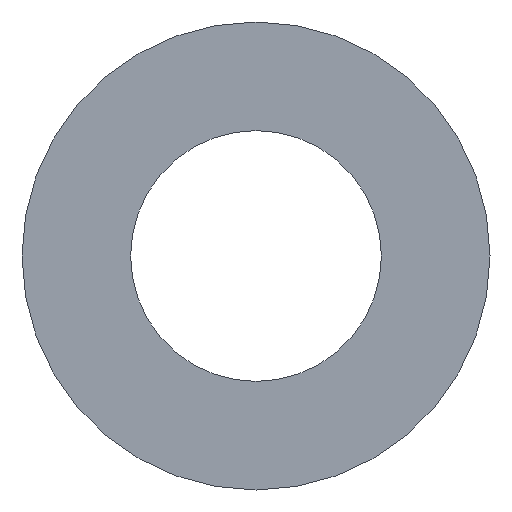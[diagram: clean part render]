
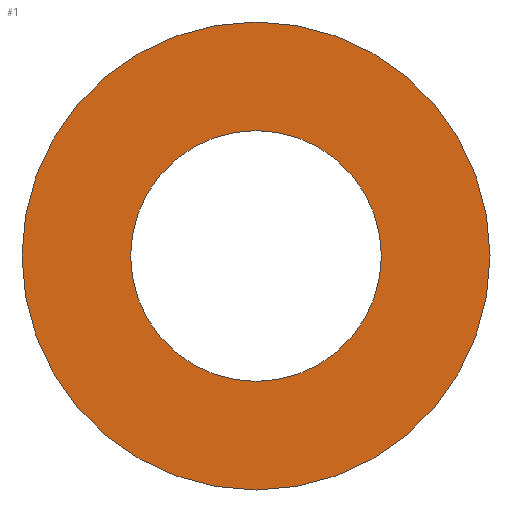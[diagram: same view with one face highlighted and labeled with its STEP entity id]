
A CAD part, front view. The second image highlights one B-rep face of the part: STEP entity #1.
In plain terms, the highlighted planar face has unit normal (0, -1, 0).
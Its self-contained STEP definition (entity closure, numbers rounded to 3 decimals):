
#1 = ADVANCED_FACE ( 'NONE', ( #171, #94 ), #78, .F. ) ;
#3 = AXIS2_PLACEMENT_3D ( 'NONE', #215, #116, #130 ) ;
#4 = CARTESIAN_POINT ( 'NONE',  ( 0., 0., 107.75 ) ) ;
#29 = AXIS2_PLACEMENT_3D ( 'NONE', #211, #248, #249 ) ;
#33 = AXIS2_PLACEMENT_3D ( 'NONE', #48, #158, #201 ) ;
#39 = VERTEX_POINT ( 'NONE', #92 ) ;
#46 = EDGE_CURVE ( 'NONE', #56, #39, #226, .T. ) ;
#47 = CIRCLE ( 'NONE', #33, 57.75 ) ;
#48 = CARTESIAN_POINT ( 'NONE',  ( 0., 0., 0. ) ) ;
#56 = VERTEX_POINT ( 'NONE', #4 ) ;
#67 = EDGE_CURVE ( 'NONE', #39, #56, #203, .T. ) ;
#75 = ORIENTED_EDGE ( 'NONE', *, *, #169, .T. ) ;
#76 = DIRECTION ( 'NONE',  ( 0., 0., 1. ) ) ;
#78 = PLANE ( 'NONE',  #29 ) ;
#79 = CARTESIAN_POINT ( 'NONE',  ( 0., 0., 0. ) ) ;
#88 = VERTEX_POINT ( 'NONE', #234 ) ;
#92 = CARTESIAN_POINT ( 'NONE',  ( 0., 0., -107.75 ) ) ;
#94 = FACE_BOUND ( 'NONE', #193, .T. ) ;
#101 = EDGE_CURVE ( 'NONE', #247, #88, #179, .T. ) ;
#112 = EDGE_LOOP ( 'NONE', ( #125, #166 ) ) ;
#116 = DIRECTION ( 'NONE',  ( 0., 1., 0. ) ) ;
#125 = ORIENTED_EDGE ( 'NONE', *, *, #67, .F. ) ;
#129 = CARTESIAN_POINT ( 'NONE',  ( 0., 0., 0. ) ) ;
#130 = DIRECTION ( 'NONE',  ( 0., 0., 1. ) ) ;
#146 = AXIS2_PLACEMENT_3D ( 'NONE', #79, #153, #76 ) ;
#153 = DIRECTION ( 'NONE',  ( 0., 1., 0. ) ) ;
#158 = DIRECTION ( 'NONE',  ( 0., 1., 0. ) ) ;
#160 = CARTESIAN_POINT ( 'NONE',  ( 0., 0., 57.75 ) ) ;
#166 = ORIENTED_EDGE ( 'NONE', *, *, #46, .F. ) ;
#168 = ORIENTED_EDGE ( 'NONE', *, *, #101, .T. ) ;
#169 = EDGE_CURVE ( 'NONE', #88, #247, #47, .T. ) ;
#170 = DIRECTION ( 'NONE',  ( 0., 0., 1. ) ) ;
#171 = FACE_OUTER_BOUND ( 'NONE', #112, .T. ) ;
#173 = DIRECTION ( 'NONE',  ( 0., 1., 0. ) ) ;
#179 = CIRCLE ( 'NONE', #3, 57.75 ) ;
#185 = AXIS2_PLACEMENT_3D ( 'NONE', #129, #173, #170 ) ;
#193 = EDGE_LOOP ( 'NONE', ( #75, #168 ) ) ;
#201 = DIRECTION ( 'NONE',  ( 0., 0., 1. ) ) ;
#203 = CIRCLE ( 'NONE', #146, 107.75 ) ;
#211 = CARTESIAN_POINT ( 'NONE',  ( 0., 0., 0. ) ) ;
#215 = CARTESIAN_POINT ( 'NONE',  ( 0., 0., 0. ) ) ;
#226 = CIRCLE ( 'NONE', #185, 107.75 ) ;
#234 = CARTESIAN_POINT ( 'NONE',  ( 0., 0., -57.75 ) ) ;
#247 = VERTEX_POINT ( 'NONE', #160 ) ;
#248 = DIRECTION ( 'NONE',  ( 0., 1., 0. ) ) ;
#249 = DIRECTION ( 'NONE',  ( 0., 0., 1. ) ) ;
